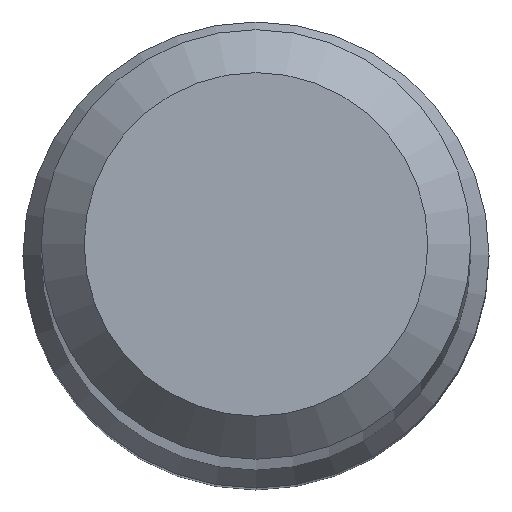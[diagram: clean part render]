
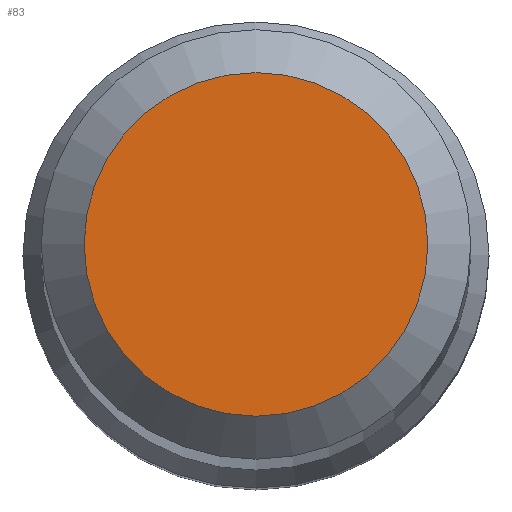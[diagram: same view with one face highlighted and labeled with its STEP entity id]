
A CAD part, top view. The second image highlights one B-rep face of the part: STEP entity #83.
In plain terms, the highlighted planar face has unit normal (0, 0, 1).
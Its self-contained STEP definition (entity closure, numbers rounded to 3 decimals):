
#23 = EDGE_LOOP ( 'NONE', ( #196 ) ) ;
#29 = DIRECTION ( 'NONE',  ( 0., 1., 0. ) ) ;
#39 = CARTESIAN_POINT ( 'NONE',  ( 0., 0., 101. ) ) ;
#56 = DIRECTION ( 'NONE',  ( 0., 0., -1. ) ) ;
#57 = DIRECTION ( 'NONE',  ( 0., 1., 0. ) ) ;
#64 = PLANE ( 'NONE',  #210 ) ;
#66 = CIRCLE ( 'NONE', #156, 2.4 ) ;
#72 = CARTESIAN_POINT ( 'NONE',  ( 0., 2.4, 101. ) ) ;
#83 = ADVANCED_FACE ( 'NONE', ( #116 ), #64, .F. ) ;
#116 = FACE_OUTER_BOUND ( 'NONE', #23, .T. ) ;
#117 = DIRECTION ( 'NONE',  ( 0., 0., -1. ) ) ;
#147 = VERTEX_POINT ( 'NONE', #72 ) ;
#156 = AXIS2_PLACEMENT_3D ( 'NONE', #39, #56, #57 ) ;
#196 = ORIENTED_EDGE ( 'NONE', *, *, #229, .F. ) ;
#210 = AXIS2_PLACEMENT_3D ( 'NONE', #212, #117, #29 ) ;
#212 = CARTESIAN_POINT ( 'NONE',  ( 0., 0., 101. ) ) ;
#229 = EDGE_CURVE ( 'NONE', #147, #147, #66, .T. ) ;
